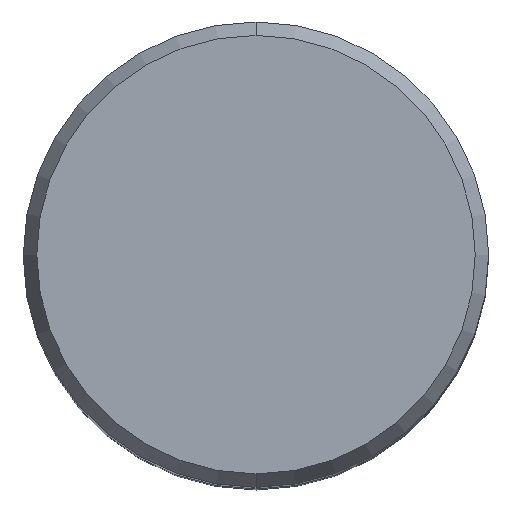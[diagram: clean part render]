
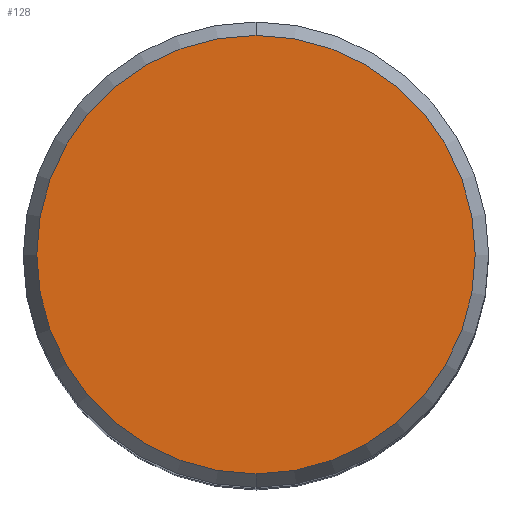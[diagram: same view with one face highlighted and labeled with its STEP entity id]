
A CAD part, top view. The second image highlights one B-rep face of the part: STEP entity #128.
In plain terms, the highlighted planar face has unit normal (0, 0, 1).
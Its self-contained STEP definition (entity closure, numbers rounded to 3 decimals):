
#104=VERTEX_POINT('',#229);
#118=VERTEX_POINT('',#243);
#124=EDGE_CURVE('',#118,#104,#250,.T.);
#128=ADVANCED_FACE('',(#254),#255,.T.);
#168=EDGE_CURVE('',#104,#118,#298,.T.);
#229=CARTESIAN_POINT('',(0.,-14.958,0.01));
#243=CARTESIAN_POINT('',(0.0,14.958,0.01));
#250=CIRCLE('',#392,14.958);
#254=FACE_OUTER_BOUND('',#397,.T.);
#255=PLANE('',#398);
#298=CIRCLE('',#449,14.958);
#392=AXIS2_PLACEMENT_3D('',#536,#537,#538);
#397=EDGE_LOOP('',(#543,#544));
#398=AXIS2_PLACEMENT_3D('',#545,#546,#547);
#449=AXIS2_PLACEMENT_3D('',#584,#585,#586);
#536=CARTESIAN_POINT('',(0.0,0.0,0.01));
#537=DIRECTION('',(0.0,0.0,-1.0));
#538=DIRECTION('',(0.0,1.0,0.0));
#543=ORIENTED_EDGE('',*,*,#124,.F.);
#544=ORIENTED_EDGE('',*,*,#168,.F.);
#545=CARTESIAN_POINT('',(0.0,7.479,0.01));
#546=DIRECTION('',(-0.0,0.0,1.0));
#547=DIRECTION('',(0.0,-1.0,0.0));
#584=CARTESIAN_POINT('',(0.0,0.0,0.01));
#585=DIRECTION('',(0.0,0.0,-1.0));
#586=DIRECTION('',(0.0,1.0,0.0));
